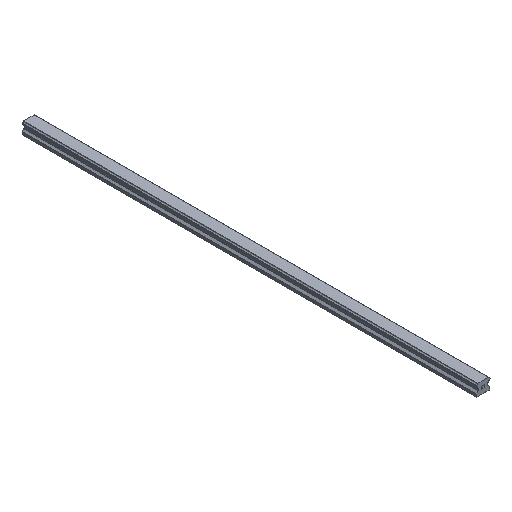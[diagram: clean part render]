
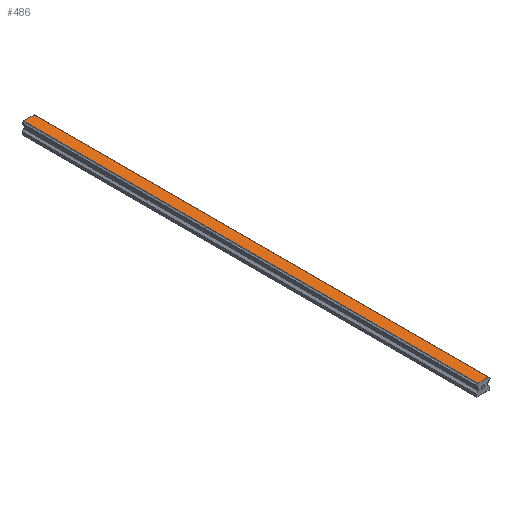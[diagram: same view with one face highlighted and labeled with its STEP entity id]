
A CAD part, isometric view. The second image highlights one B-rep face of the part: STEP entity #486.
In plain terms, the highlighted planar face has unit normal (0, 0, 1).
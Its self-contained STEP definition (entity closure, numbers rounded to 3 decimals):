
#486=ADVANCED_FACE('',(#995),#996,.T.);
#995=FACE_OUTER_BOUND('',#1534,.T.);
#996=PLANE('',#1535);
#1534=EDGE_LOOP('',(#2954,#2955,#2956,#2957));
#1535=AXIS2_PLACEMENT_3D('',#2958,#2959,#2960);
#2954=ORIENTED_EDGE('',*,*,#3620,.T.);
#2955=ORIENTED_EDGE('',*,*,#3750,.F.);
#2956=ORIENTED_EDGE('',*,*,#3482,.T.);
#2957=ORIENTED_EDGE('',*,*,#3748,.T.);
#2958=CARTESIAN_POINT('',(0.,1130.0,29.));
#2959=DIRECTION('',(0.0,0.0,1.0));
#2960=DIRECTION('',(-1.0,0.0,0.0));
#3482=EDGE_CURVE('',#4265,#4263,#4266,.T.);
#3620=EDGE_CURVE('',#4496,#4494,#4497,.T.);
#3748=EDGE_CURVE('',#4263,#4496,#4647,.T.);
#3750=EDGE_CURVE('',#4265,#4494,#4649,.T.);
#4263=VERTEX_POINT('',#5345);
#4265=VERTEX_POINT('',#5348);
#4266=LINE('',#5349,#5350);
#4494=VERTEX_POINT('',#5668);
#4496=VERTEX_POINT('',#5671);
#4497=LINE('',#5672,#5673);
#4647=LINE('',#5859,#5860);
#4649=LINE('',#5862,#5863);
#5345=CARTESIAN_POINT('',(-13.251,1130.0,29.));
#5348=CARTESIAN_POINT('',(13.251,1130.0,29.));
#5349=CARTESIAN_POINT('',(13.251,1130.0,29.));
#5350=VECTOR('',#6239,1.0);
#5668=CARTESIAN_POINT('',(13.251,0.0,29.));
#5671=CARTESIAN_POINT('',(-13.251,0.0,29.));
#5672=CARTESIAN_POINT('',(13.251,0.0,29.));
#5673=VECTOR('',#6397,1.0);
#5859=CARTESIAN_POINT('',(-13.251,1130.0,29.));
#5860=VECTOR('',#6551,1.0);
#5862=CARTESIAN_POINT('',(13.251,1130.0,29.));
#5863=VECTOR('',#6552,1.0);
#6239=DIRECTION('',(-1.0,0.0,0.0));
#6397=DIRECTION('',(1.0,0.0,0.0));
#6551=DIRECTION('',(0.0,-1.0,0.0));
#6552=DIRECTION('',(0.0,-1.0,0.0));
